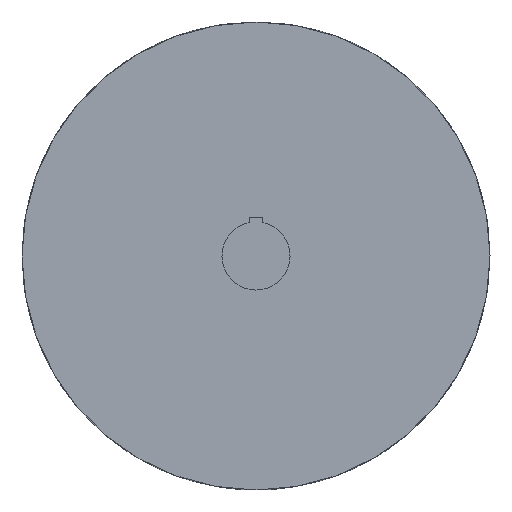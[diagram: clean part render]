
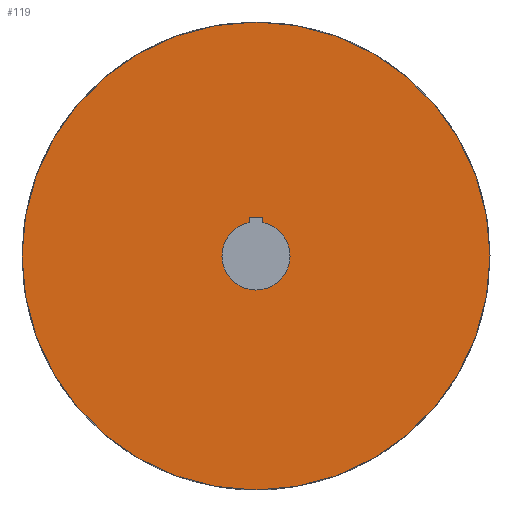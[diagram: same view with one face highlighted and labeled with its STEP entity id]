
A CAD part, left-side view. The second image highlights one B-rep face of the part: STEP entity #119.
In plain terms, the highlighted planar face has unit normal (-1, 0, 0).
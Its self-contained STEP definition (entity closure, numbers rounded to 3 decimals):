
#119=ADVANCED_FACE('',(#214,#215),#216,.T.);
#214=FACE_BOUND('',#338,.T.);
#215=FACE_OUTER_BOUND('',#339,.T.);
#216=PLANE('',#340);
#338=EDGE_LOOP('',(#694,#695,#696,#697,#698));
#339=EDGE_LOOP('',(#699,#700));
#340=AXIS2_PLACEMENT_3D('',#701,#702,#703);
#694=ORIENTED_EDGE('',*,*,#1005,.T.);
#695=ORIENTED_EDGE('',*,*,#1008,.T.);
#696=ORIENTED_EDGE('',*,*,#990,.T.);
#697=ORIENTED_EDGE('',*,*,#999,.T.);
#698=ORIENTED_EDGE('',*,*,#1002,.T.);
#699=ORIENTED_EDGE('',*,*,#1015,.T.);
#700=ORIENTED_EDGE('',*,*,#978,.T.);
#701=CARTESIAN_POINT('',(-39.0,0.0,0.0));
#702=DIRECTION('',(-1.0,0.0,0.0));
#703=DIRECTION('',(0.0,0.0,1.0));
#978=EDGE_CURVE('',#1199,#1196,#1200,.T.);
#990=EDGE_CURVE('',#1223,#1221,#1224,.T.);
#999=EDGE_CURVE('',#1221,#1236,#1237,.T.);
#1002=EDGE_CURVE('',#1236,#1241,#1242,.T.);
#1005=EDGE_CURVE('',#1241,#1246,#1247,.T.);
#1008=EDGE_CURVE('',#1246,#1223,#1251,.T.);
#1015=EDGE_CURVE('',#1196,#1199,#1262,.T.);
#1196=VERTEX_POINT('',#1813);
#1199=VERTEX_POINT('',#1817);
#1200=CIRCLE('',#1818,27.5);
#1221=VERTEX_POINT('',#1903);
#1223=VERTEX_POINT('',#1906);
#1224=CIRCLE('',#1907,4.0);
#1236=VERTEX_POINT('',#2023);
#1237=LINE('',#2024,#2025);
#1241=VERTEX_POINT('',#2031);
#1242=LINE('',#2032,#2033);
#1246=VERTEX_POINT('',#2039);
#1247=LINE('',#2040,#2041);
#1251=CIRCLE('',#2047,4.0);
#1262=CIRCLE('',#2086,27.5);
#1813=CARTESIAN_POINT('',(-39.0,0.0,-27.5));
#1817=CARTESIAN_POINT('',(-39.0,0.,27.5));
#1818=AXIS2_PLACEMENT_3D('',#2644,#2645,#2646);
#1903=CARTESIAN_POINT('',(-39.0,0.8,3.919));
#1906=CARTESIAN_POINT('',(-39.0,0.,-4.0));
#1907=AXIS2_PLACEMENT_3D('',#2663,#2664,#2665);
#2023=CARTESIAN_POINT('',(-39.0,0.8,4.56));
#2024=CARTESIAN_POINT('',(-39.0,0.8,1.14));
#2025=VECTOR('',#2669,1.0);
#2031=CARTESIAN_POINT('',(-39.0,-0.8,4.56));
#2032=CARTESIAN_POINT('',(-39.0,0.0,4.56));
#2033=VECTOR('',#2672,1.0);
#2039=CARTESIAN_POINT('',(-39.0,-0.8,3.919));
#2040=CARTESIAN_POINT('',(-39.0,-0.8,1.14));
#2041=VECTOR('',#2675,1.0);
#2047=AXIS2_PLACEMENT_3D('',#2678,#2679,#2680);
#2086=AXIS2_PLACEMENT_3D('',#2693,#2694,#2695);
#2644=CARTESIAN_POINT('',(-39.0,0.0,0.0));
#2645=DIRECTION('',(-1.0,0.0,0.0));
#2646=DIRECTION('',(0.0,0.0,-1.0));
#2663=CARTESIAN_POINT('',(-39.0,0.0,0.0));
#2664=DIRECTION('',(1.0,0.0,0.0));
#2665=DIRECTION('',(0.0,0.0,-1.0));
#2669=DIRECTION('',(0.0,-0.0,1.0));
#2672=DIRECTION('',(0.0,-1.0,0.0));
#2675=DIRECTION('',(0.0,0.0,-1.0));
#2678=CARTESIAN_POINT('',(-39.0,0.0,0.0));
#2679=DIRECTION('',(1.0,0.0,0.0));
#2680=DIRECTION('',(0.0,0.0,-1.0));
#2693=CARTESIAN_POINT('',(-39.0,0.0,0.0));
#2694=DIRECTION('',(-1.0,0.0,0.0));
#2695=DIRECTION('',(0.0,0.0,-1.0));
